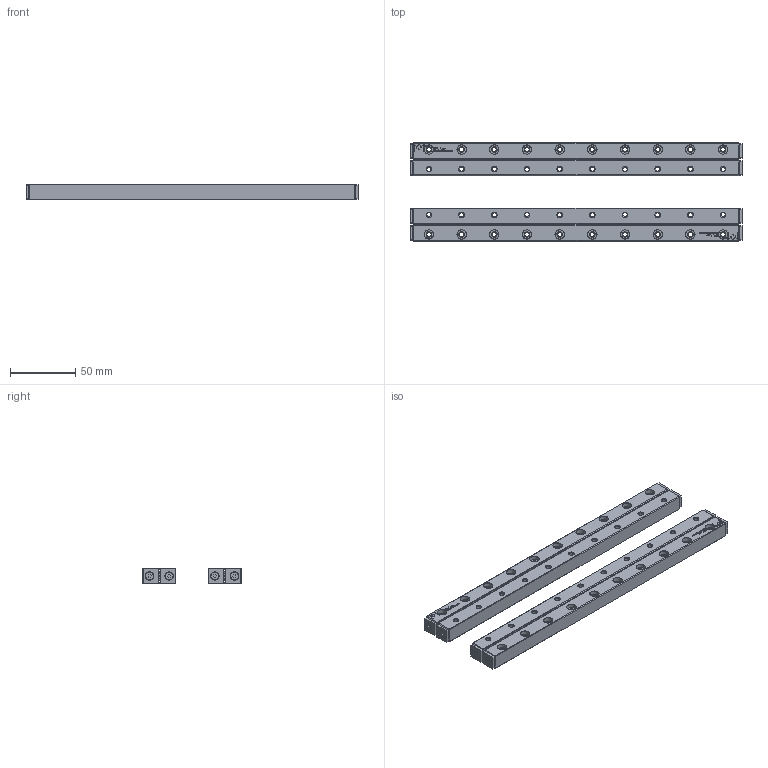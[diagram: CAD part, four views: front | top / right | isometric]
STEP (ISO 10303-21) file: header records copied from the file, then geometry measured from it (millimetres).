
FILE_DESCRIPTION(/* description */ (''),/* implementation_level */ '2;1');
FILE_NAME(/* name */ 'Set RNG-6250x25KRE_stp.stp',/* time_stamp */ '2025-04-29T08:56:43+02:00',/* author */ (''),/* organization */ (''),/* preprocessor_version */ 'ST-DEVELOPER v16.7',/* originating_system */ 'SIEMENS PLM Software NX 12.0',/* authorisation */ '');
FILE_SCHEMA (('AUTOMOTIVE_DESIGN { 1 0 10303 214 3 1 1 1 }'));
Products named in the file (1): Set RNG-6250x25KRE_stp
Bounding box: 254 x 75 x 12 mm (x, y, z)
Volume: 130136.9 mm3; surface area: 82424.3 mm2
Topology: 74 solids, 74 shells, 3194 faces, 8368 edges, 5454 vertices
Faces by surface type: plane 1676, cylinder 786, cone 372, bspline 360
Full cylindrical faces by diameter (mm): 0.8 x208, 2.26 x8, 3 x8, 3.2 x8, 3.3 x40, 3.5 x8, 4 x52, 6 x58, 7 x40
Entity records: 103457 total; most frequent: CARTESIAN_POINT 20827, ORIENTED_EDGE 14672, DIRECTION 14382, EDGE_CURVE 7336, VERTEX_POINT 5232, AXIS2_PLACEMENT_3D 4963, EDGE_LOOP 4632, LINE 4456
